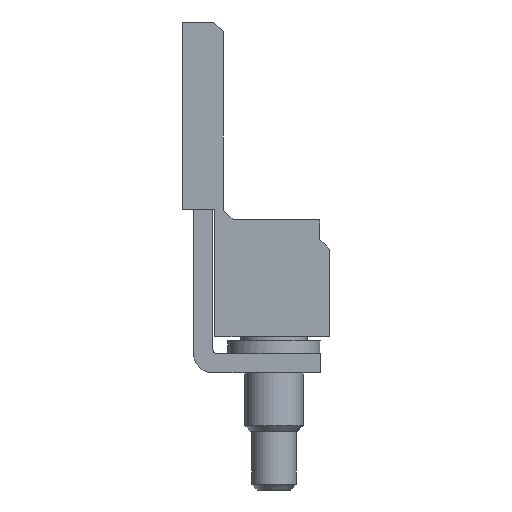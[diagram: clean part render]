
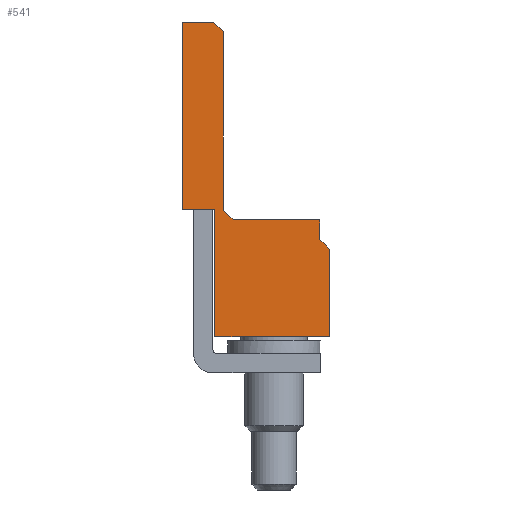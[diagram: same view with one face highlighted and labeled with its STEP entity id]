
A CAD part, left-side view. The second image highlights one B-rep face of the part: STEP entity #541.
In plain terms, the highlighted planar face has unit normal (-1, 0, 0).
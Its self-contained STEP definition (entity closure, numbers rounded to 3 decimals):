
#541 = ADVANCED_FACE( '', ( #1467 ), #1468, .F. );
#1467 = FACE_OUTER_BOUND( '', #2903, .T. );
#1468 = PLANE( '', #2904 );
#2903 = EDGE_LOOP( '', ( #4554, #4555, #4556, #4557, #4558, #4559, #4560, #4561, #4562, #4563, #4564, #4565 ) );
#2904 = AXIS2_PLACEMENT_3D( '', #4566, #4567, #4568 );
#4554 = ORIENTED_EDGE( '', *, *, #7810, .F. );
#4555 = ORIENTED_EDGE( '', *, *, #7689, .F. );
#4556 = ORIENTED_EDGE( '', *, *, #7811, .F. );
#4557 = ORIENTED_EDGE( '', *, *, #7812, .F. );
#4558 = ORIENTED_EDGE( '', *, *, #7813, .F. );
#4559 = ORIENTED_EDGE( '', *, *, #7814, .F. );
#4560 = ORIENTED_EDGE( '', *, *, #7619, .F. );
#4561 = ORIENTED_EDGE( '', *, *, #7815, .F. );
#4562 = ORIENTED_EDGE( '', *, *, #7816, .F. );
#4563 = ORIENTED_EDGE( '', *, *, #7817, .F. );
#4564 = ORIENTED_EDGE( '', *, *, #7818, .F. );
#4565 = ORIENTED_EDGE( '', *, *, #7819, .F. );
#4566 = CARTESIAN_POINT( '', ( 0., 0., 0. ) );
#4567 = DIRECTION( '', ( 1., 0., 0. ) );
#4568 = DIRECTION( '', ( 0., 0., -1. ) );
#7619 = EDGE_CURVE( '', #8959, #8961, #8962, .T. );
#7689 = EDGE_CURVE( '', #9083, #9085, #9086, .T. );
#7810 = EDGE_CURVE( '', #9085, #9295, #9296, .T. );
#7811 = EDGE_CURVE( '', #9297, #9083, #9298, .T. );
#7812 = EDGE_CURVE( '', #9299, #9297, #9300, .T. );
#7813 = EDGE_CURVE( '', #9301, #9299, #9302, .T. );
#7814 = EDGE_CURVE( '', #8961, #9301, #9303, .T. );
#7815 = EDGE_CURVE( '', #9304, #8959, #9305, .T. );
#7816 = EDGE_CURVE( '', #9306, #9304, #9307, .T. );
#7817 = EDGE_CURVE( '', #9308, #9306, #9309, .T. );
#7818 = EDGE_CURVE( '', #9310, #9308, #9311, .T. );
#7819 = EDGE_CURVE( '', #9295, #9310, #9312, .T. );
#8959 = VERTEX_POINT( '', #10936 );
#8961 = VERTEX_POINT( '', #10939 );
#8962 = LINE( '', #10940, #10941 );
#9083 = VERTEX_POINT( '', #11096 );
#9085 = VERTEX_POINT( '', #11099 );
#9086 = LINE( '', #11100, #11101 );
#9295 = VERTEX_POINT( '', #11369 );
#9296 = LINE( '', #11370, #11371 );
#9297 = VERTEX_POINT( '', #11372 );
#9298 = LINE( '', #11373, #11374 );
#9299 = VERTEX_POINT( '', #11375 );
#9300 = LINE( '', #11376, #11377 );
#9301 = VERTEX_POINT( '', #11378 );
#9302 = LINE( '', #11379, #11380 );
#9303 = LINE( '', #11381, #11382 );
#9304 = VERTEX_POINT( '', #11383 );
#9305 = LINE( '', #11384, #11385 );
#9306 = VERTEX_POINT( '', #11386 );
#9307 = LINE( '', #11387, #11388 );
#9308 = VERTEX_POINT( '', #11389 );
#9309 = LINE( '', #11390, #11391 );
#9310 = VERTEX_POINT( '', #11392 );
#9311 = LINE( '', #11393, #11394 );
#9312 = LINE( '', #11395, #11396 );
#10936 = CARTESIAN_POINT( '', ( 0., 0.5, 13.85 ) );
#10939 = CARTESIAN_POINT( '', ( 0., 0.5, 12.85 ) );
#10940 = CARTESIAN_POINT( '', ( 0., 0.5, 13.85 ) );
#10941 = VECTOR( '', #13426, 1000. );
#11096 = CARTESIAN_POINT( '', ( 0., 5.88, 14.4 ) );
#11099 = CARTESIAN_POINT( '', ( 0., 7.545, 14.4 ) );
#11100 = CARTESIAN_POINT( '', ( 0., 5.88, 14.4 ) );
#11101 = VECTOR( '', #13514, 1000. );
#11369 = CARTESIAN_POINT( '', ( 0., 7.545, 24. ) );
#11370 = CARTESIAN_POINT( '', ( 0., 7.545, 14.4 ) );
#11371 = VECTOR( '', #13673, 1000. );
#11372 = CARTESIAN_POINT( '', ( 0., 5.88, 7.85 ) );
#11373 = CARTESIAN_POINT( '', ( 0., 5.88, 7.85 ) );
#11374 = VECTOR( '', #13674, 1000. );
#11375 = CARTESIAN_POINT( '', ( 0., 0., 7.85 ) );
#11376 = CARTESIAN_POINT( '', ( 0., 0., 7.85 ) );
#11377 = VECTOR( '', #13675, 1000. );
#11378 = CARTESIAN_POINT( '', ( 0., 0., 12.35 ) );
#11379 = CARTESIAN_POINT( '', ( 0., 0., 12.35 ) );
#11380 = VECTOR( '', #13676, 1000. );
#11381 = CARTESIAN_POINT( '', ( 0., 0.5, 12.85 ) );
#11382 = VECTOR( '', #13677, 1000. );
#11383 = CARTESIAN_POINT( '', ( 0., 4.945, 13.85 ) );
#11384 = CARTESIAN_POINT( '', ( 0., 4.945, 13.85 ) );
#11385 = VECTOR( '', #13678, 1000. );
#11386 = CARTESIAN_POINT( '', ( 0., 5.445, 14.35 ) );
#11387 = CARTESIAN_POINT( '', ( 0., 5.445, 14.35 ) );
#11388 = VECTOR( '', #13679, 1000. );
#11389 = CARTESIAN_POINT( '', ( 0., 5.445, 23.5 ) );
#11390 = CARTESIAN_POINT( '', ( 0., 5.445, 23.5 ) );
#11391 = VECTOR( '', #13680, 1000. );
#11392 = CARTESIAN_POINT( '', ( 0., 5.945, 24. ) );
#11393 = CARTESIAN_POINT( '', ( 0., 5.945, 24. ) );
#11394 = VECTOR( '', #13681, 1000. );
#11395 = CARTESIAN_POINT( '', ( 0., 7.545, 24. ) );
#11396 = VECTOR( '', #13682, 1000. );
#13426 = DIRECTION( '', ( 0., 0., -1. ) );
#13514 = DIRECTION( '', ( 0., 1., 0. ) );
#13673 = DIRECTION( '', ( 0., 0., 1. ) );
#13674 = DIRECTION( '', ( 0., 0., 1. ) );
#13675 = DIRECTION( '', ( 0., 1., 0. ) );
#13676 = DIRECTION( '', ( 0., 0., -1. ) );
#13677 = DIRECTION( '', ( 0., -0.707, -0.707 ) );
#13678 = DIRECTION( '', ( 0., -1., 0. ) );
#13679 = DIRECTION( '', ( 0., -0.707, -0.707 ) );
#13680 = DIRECTION( '', ( 0., 0., -1. ) );
#13681 = DIRECTION( '', ( 0., -0.707, -0.707 ) );
#13682 = DIRECTION( '', ( 0., -1., 0. ) );
